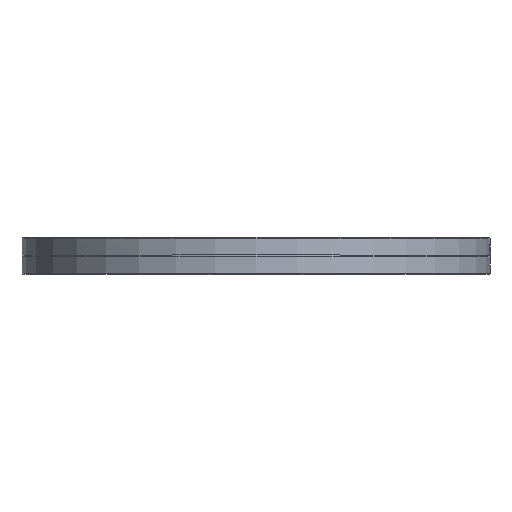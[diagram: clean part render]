
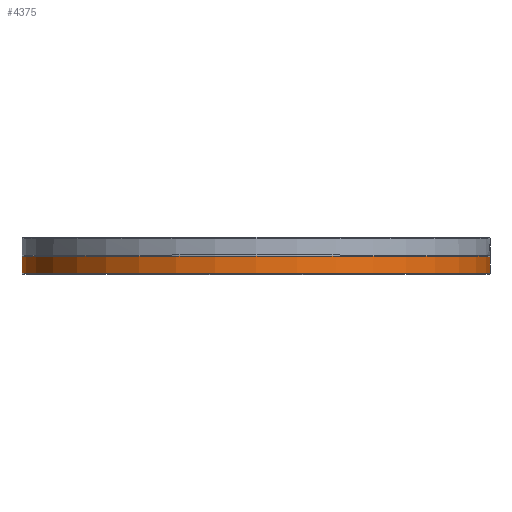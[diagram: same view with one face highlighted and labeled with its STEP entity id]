
A CAD part, top view. The second image highlights one B-rep face of the part: STEP entity #4375.
In plain terms, the highlighted cylindrical face has radius 184.15 mm (diameter 368.3 mm), a full revolution.
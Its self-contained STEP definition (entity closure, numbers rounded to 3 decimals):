
#195=CYLINDRICAL_SURFACE('',#4753,184.15);
#430=FACE_OUTER_BOUND('',#734,.T.);
#734=EDGE_LOOP('',(#3157,#3158,#3159,#3160,#3161,#3162));
#1030=LINE('',#6754,#1295);
#1295=VECTOR('',#5481,184.15);
#1609=CIRCLE('',#4751,184.15);
#1610=CIRCLE('',#4752,184.15);
#1611=CIRCLE('',#4754,184.15);
#1612=CIRCLE('',#4755,184.15);
#1908=VERTEX_POINT('',#6744);
#1909=VERTEX_POINT('',#6745);
#1910=VERTEX_POINT('',#6750);
#1911=VERTEX_POINT('',#6751);
#2376=EDGE_CURVE('',#1908,#1909,#1609,.T.);
#2377=EDGE_CURVE('',#1909,#1908,#1610,.T.);
#2379=EDGE_CURVE('',#1910,#1911,#1611,.T.);
#2380=EDGE_CURVE('',#1911,#1910,#1612,.T.);
#2381=EDGE_CURVE('',#1911,#1909,#1030,.T.);
#3157=ORIENTED_EDGE('',*,*,#2379,.F.);
#3158=ORIENTED_EDGE('',*,*,#2380,.F.);
#3159=ORIENTED_EDGE('',*,*,#2381,.T.);
#3160=ORIENTED_EDGE('',*,*,#2376,.F.);
#3161=ORIENTED_EDGE('',*,*,#2377,.F.);
#3162=ORIENTED_EDGE('',*,*,#2381,.F.);
#4375=ADVANCED_FACE('',(#430),#195,.T.);
#4751=AXIS2_PLACEMENT_3D('',#6746,#5470,#5471);
#4752=AXIS2_PLACEMENT_3D('',#6747,#5472,#5473);
#4753=AXIS2_PLACEMENT_3D('',#6749,#5475,#5476);
#4754=AXIS2_PLACEMENT_3D('',#6752,#5477,#5478);
#4755=AXIS2_PLACEMENT_3D('',#6753,#5479,#5480);
#5470=DIRECTION('center_axis',(0.,-1.,0.));
#5471=DIRECTION('ref_axis',(1.,0.,0.));
#5472=DIRECTION('center_axis',(0.,-1.,0.));
#5473=DIRECTION('ref_axis',(1.,0.,0.));
#5475=DIRECTION('center_axis',(0.,1.,0.));
#5476=DIRECTION('ref_axis',(-1.,0.,0.));
#5477=DIRECTION('center_axis',(0.,1.,0.));
#5478=DIRECTION('ref_axis',(1.,0.,0.));
#5479=DIRECTION('center_axis',(0.,1.,0.));
#5480=DIRECTION('ref_axis',(1.,0.,0.));
#5481=DIRECTION('',(0.,-1.,0.));
#6744=CARTESIAN_POINT('',(-184.15,0.5,0.));
#6745=CARTESIAN_POINT('',(184.15,0.5,0.));
#6746=CARTESIAN_POINT('Origin',(0.,0.5,0.));
#6747=CARTESIAN_POINT('Origin',(0.,0.5,0.));
#6749=CARTESIAN_POINT('Origin',(0.,6.881,0.));
#6750=CARTESIAN_POINT('',(0.,13.763,-184.15));
#6751=CARTESIAN_POINT('',(184.15,13.763,0.));
#6752=CARTESIAN_POINT('Origin',(0.,13.763,0.));
#6753=CARTESIAN_POINT('Origin',(0.,13.763,0.));
#6754=CARTESIAN_POINT('',(184.15,6.881,0.));
